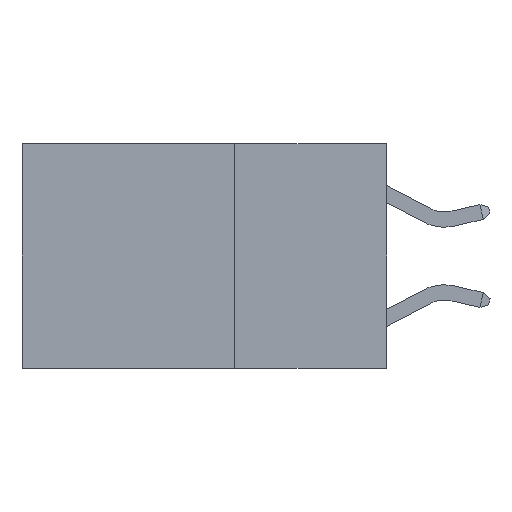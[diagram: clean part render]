
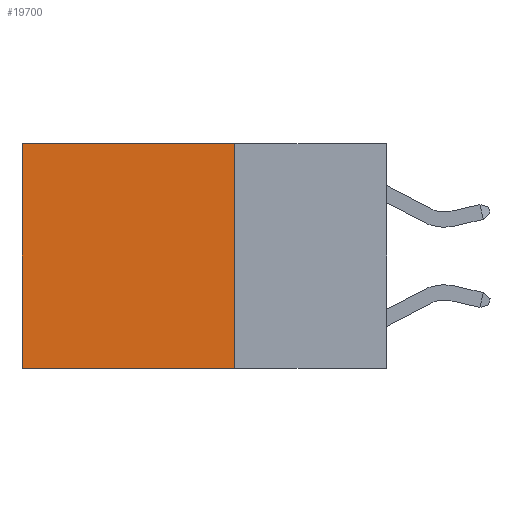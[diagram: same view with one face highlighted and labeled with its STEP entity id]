
A CAD part, left-side view. The second image highlights one B-rep face of the part: STEP entity #19700.
In plain terms, the highlighted planar face has unit normal (-1, 0, 0).
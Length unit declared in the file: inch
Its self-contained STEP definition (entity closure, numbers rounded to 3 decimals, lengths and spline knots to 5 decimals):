
#104 = CARTESIAN_POINT ( 'NONE',  ( 0.2625, 0.25, 0. ) ) ;
#265 = VECTOR ( 'NONE', #9434, 39.37008 ) ;
#430 = ORIENTED_EDGE ( 'NONE', *, *, #4269, .F. ) ;
#1740 = PLANE ( 'NONE',  #11455 ) ;
#1757 = LINE ( 'NONE', #11100, #15038 ) ;
#2636 = CARTESIAN_POINT ( 'NONE',  ( 0.2625, 0.25, 0. ) ) ;
#3438 = EDGE_CURVE ( 'NONE', #8850, #5032, #1757, .T. ) ;
#3925 = EDGE_CURVE ( 'NONE', #5032, #17270, #17058, .T. ) ;
#4269 = EDGE_CURVE ( 'NONE', #17548, #17270, #4494, .T. ) ;
#4323 = ORIENTED_EDGE ( 'NONE', *, *, #3925, .T. ) ;
#4494 = LINE ( 'NONE', #14182, #13459 ) ;
#4710 = VECTOR ( 'NONE', #16372, 39.37008 ) ;
#4972 = DIRECTION ( 'NONE',  ( 0., 1., 0. ) ) ;
#5032 = VERTEX_POINT ( 'NONE', #19464 ) ;
#6422 = CARTESIAN_POINT ( 'NONE',  ( 0.2625, 0.6, 0. ) ) ;
#8053 = FACE_OUTER_BOUND ( 'NONE', #16077, .T. ) ;
#8743 = LINE ( 'NONE', #2636, #4710 ) ;
#8850 = VERTEX_POINT ( 'NONE', #104 ) ;
#9434 = DIRECTION ( 'NONE',  ( 0., 0., -1. ) ) ;
#11100 = CARTESIAN_POINT ( 'NONE',  ( 0.2625, 0.25, 0. ) ) ;
#11185 = DIRECTION ( 'NONE',  ( 1., 0., 0. ) ) ;
#11455 = AXIS2_PLACEMENT_3D ( 'NONE', #15859, #11185, #18677 ) ;
#12178 = CARTESIAN_POINT ( 'NONE',  ( 0.2625, 0.6, -0.37 ) ) ;
#13129 = CARTESIAN_POINT ( 'NONE',  ( 0.2625, 0.25, -0.37 ) ) ;
#13459 = VECTOR ( 'NONE', #4972, 39.37008 ) ;
#13815 = DIRECTION ( 'NONE',  ( 0., 1., 0. ) ) ;
#14182 = CARTESIAN_POINT ( 'NONE',  ( 0.2625, 0.25, -0.37 ) ) ;
#15038 = VECTOR ( 'NONE', #13815, 39.37008 ) ;
#15859 = CARTESIAN_POINT ( 'NONE',  ( 0.2625, 0.25, 0. ) ) ;
#16077 = EDGE_LOOP ( 'NONE', ( #4323, #430, #17140, #17987 ) ) ;
#16372 = DIRECTION ( 'NONE',  ( 0., 0., -1. ) ) ;
#17058 = LINE ( 'NONE', #6422, #265 ) ;
#17140 = ORIENTED_EDGE ( 'NONE', *, *, #17276, .F. ) ;
#17270 = VERTEX_POINT ( 'NONE', #12178 ) ;
#17276 = EDGE_CURVE ( 'NONE', #8850, #17548, #8743, .T. ) ;
#17548 = VERTEX_POINT ( 'NONE', #13129 ) ;
#17987 = ORIENTED_EDGE ( 'NONE', *, *, #3438, .T. ) ;
#18677 = DIRECTION ( 'NONE',  ( 0., 0., -1. ) ) ;
#19464 = CARTESIAN_POINT ( 'NONE',  ( 0.2625, 0.6, 0. ) ) ;
#19700 = ADVANCED_FACE ( 'NONE', ( #8053 ), #1740, .F. ) ;
